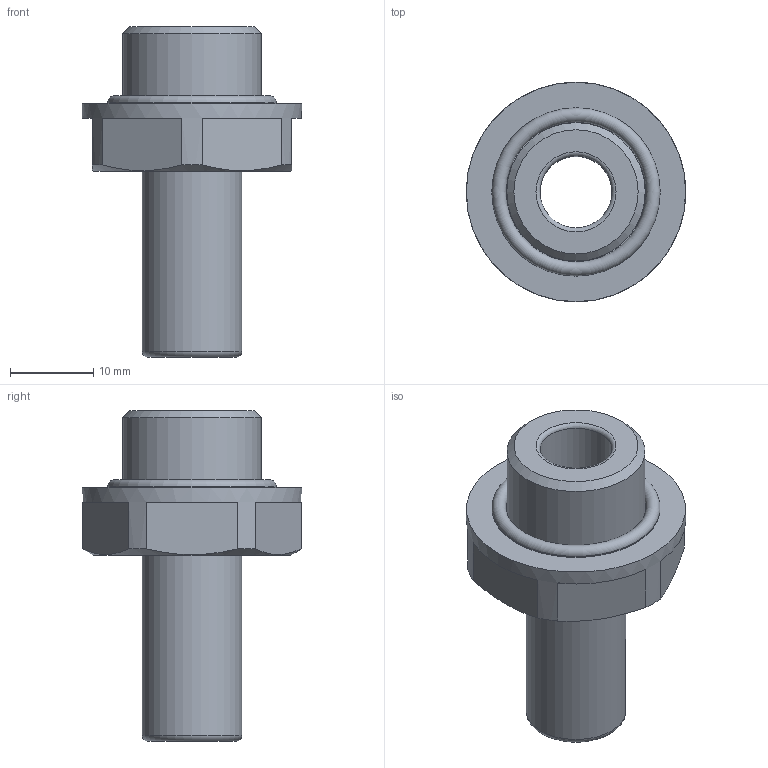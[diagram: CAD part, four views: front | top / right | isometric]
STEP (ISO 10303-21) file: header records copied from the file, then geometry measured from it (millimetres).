
FILE_DESCRIPTION(/* description */ ('STEP AP214'),/* implementation_level */ '2;1');
FILE_NAME(/* name */ '177705_CQ-3_8-12H',/* time_stamp */ '2024-08-07T22:01:39+02:00',/* author */ ('License CC BY-ND 4.0'),/* organization */ ('CADENAS'),/* preprocessor_version */ 'ST-DEVELOPER v19.3',/* originating_system */ 'PARTsolutions',/* authorisation */ ' ');
FILE_SCHEMA (('AUTOMOTIVE_DESIGN {1 0 10303 214 3 1 1}'));
Length unit declared in the file: millimetre
Products named in the file (1): 177705 CQ-3/8-12H
Bounding box: 26.4 x 26.4 x 39.8 mm (x, y, z)
Volume: 5985 mm3; surface area: 4262.6 mm2
Topology: 1 solids, 1 shells, 34 faces, 75 edges, 47 vertices
Faces by surface type: plane 18, cylinder 7, torus 7, cone 2
Full cylindrical faces by diameter (mm): 8.65 x1, 12 x1, 16.662 x1, 16.86 x1, 18 x1, 20.26 x1, 26.4 x1
Entity records: 890 total; most frequent: CARTESIAN_POINT 163, DIRECTION 154, ORIENTED_EDGE 114, AXIS2_PLACEMENT_3D 68, EDGE_CURVE 57, EDGE_LOOP 56, FACE_BOUND 56, VERTEX_POINT 45
